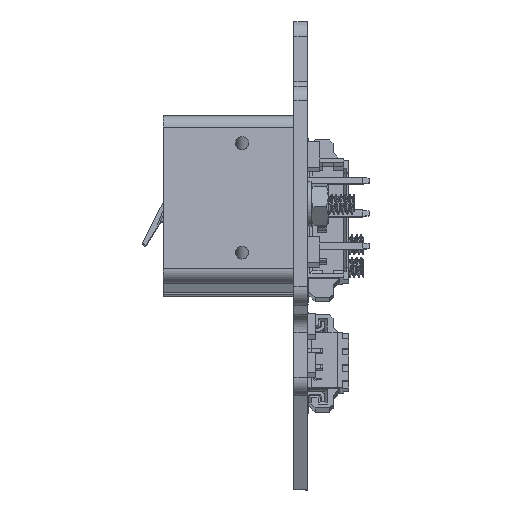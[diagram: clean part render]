
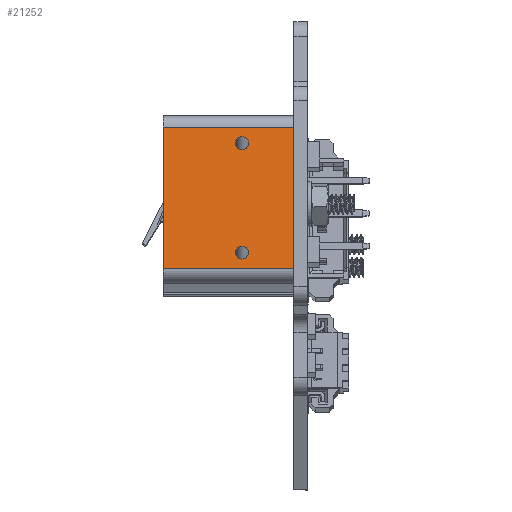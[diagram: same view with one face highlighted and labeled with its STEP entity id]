
A CAD part, left-side view. The second image highlights one B-rep face of the part: STEP entity #21252.
In plain terms, the highlighted face is planar.
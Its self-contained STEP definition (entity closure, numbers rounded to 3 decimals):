
#536=FACE_BOUND('',#2433,.T.);
#537=FACE_BOUND('',#2434,.T.);
#649=CIRCLE('',#22751,0.5);
#650=CIRCLE('',#22752,0.5);
#652=CIRCLE('',#22755,0.5);
#653=CIRCLE('',#22756,0.5);
#1245=FACE_OUTER_BOUND('',#2432,.T.);
#2432=EDGE_LOOP('',(#14577,#14578,#14579,#14580));
#2433=EDGE_LOOP('',(#14581,#14582));
#2434=EDGE_LOOP('',(#14583,#14584));
#3740=LINE('',#30515,#6367);
#3741=LINE('',#30522,#6368);
#3742=LINE('',#30525,#6369);
#3743=LINE('',#30526,#6370);
#6367=VECTOR('',#24781,10.);
#6368=VECTOR('',#24790,10.);
#6369=VECTOR('',#24793,10.);
#6370=VECTOR('',#24794,10.);
#8944=VERTEX_POINT('',#30425);
#8945=VERTEX_POINT('',#30426);
#8947=VERTEX_POINT('',#30433);
#8948=VERTEX_POINT('',#30434);
#8975=VERTEX_POINT('',#30512);
#8976=VERTEX_POINT('',#30514);
#8978=VERTEX_POINT('',#30520);
#8979=VERTEX_POINT('',#30524);
#11086=EDGE_CURVE('',#8944,#8945,#649,.T.);
#11087=EDGE_CURVE('',#8945,#8944,#650,.T.);
#11090=EDGE_CURVE('',#8947,#8948,#652,.T.);
#11091=EDGE_CURVE('',#8948,#8947,#653,.T.);
#11129=EDGE_CURVE('',#8976,#8975,#3740,.T.);
#11133=EDGE_CURVE('',#8976,#8978,#3741,.T.);
#11134=EDGE_CURVE('',#8979,#8975,#3742,.T.);
#11135=EDGE_CURVE('',#8978,#8979,#3743,.T.);
#14577=ORIENTED_EDGE('',*,*,#11133,.F.);
#14578=ORIENTED_EDGE('',*,*,#11129,.T.);
#14579=ORIENTED_EDGE('',*,*,#11134,.F.);
#14580=ORIENTED_EDGE('',*,*,#11135,.F.);
#14581=ORIENTED_EDGE('',*,*,#11086,.T.);
#14582=ORIENTED_EDGE('',*,*,#11087,.T.);
#14583=ORIENTED_EDGE('',*,*,#11090,.T.);
#14584=ORIENTED_EDGE('',*,*,#11091,.T.);
#20277=PLANE('',#22779);
#21252=ADVANCED_FACE('',(#1245,#536,#537),#20277,.T.);
#22751=AXIS2_PLACEMENT_3D('',#30427,#24700,#24701);
#22752=AXIS2_PLACEMENT_3D('',#30428,#24702,#24703);
#22755=AXIS2_PLACEMENT_3D('',#30435,#24709,#24710);
#22756=AXIS2_PLACEMENT_3D('',#30436,#24711,#24712);
#22779=AXIS2_PLACEMENT_3D('',#30523,#24791,#24792);
#24700=DIRECTION('center_axis',(0.,0.,-1.));
#24701=DIRECTION('ref_axis',(1.,0.,0.));
#24702=DIRECTION('center_axis',(0.,0.,-1.));
#24703=DIRECTION('ref_axis',(1.,0.,0.));
#24709=DIRECTION('center_axis',(0.,0.,-1.));
#24710=DIRECTION('ref_axis',(1.,0.,0.));
#24711=DIRECTION('center_axis',(0.,0.,-1.));
#24712=DIRECTION('ref_axis',(1.,0.,0.));
#24781=DIRECTION('',(1.,0.,0.));
#24790=DIRECTION('',(0.,1.,0.));
#24791=DIRECTION('center_axis',(0.,0.,1.));
#24792=DIRECTION('ref_axis',(1.,0.,0.));
#24793=DIRECTION('',(0.,-1.,0.));
#24794=DIRECTION('',(1.,0.,0.));
#30425=CARTESIAN_POINT('',(-10.25,4.,0.));
#30426=CARTESIAN_POINT('',(-11.25,4.,0.));
#30427=CARTESIAN_POINT('Origin',(-10.75,4.,0.));
#30428=CARTESIAN_POINT('Origin',(-10.75,4.,0.));
#30433=CARTESIAN_POINT('',(-1.75,4.,0.));
#30434=CARTESIAN_POINT('',(-2.75,4.,0.));
#30435=CARTESIAN_POINT('Origin',(-2.25,4.,0.));
#30436=CARTESIAN_POINT('Origin',(-2.25,4.,0.));
#30512=CARTESIAN_POINT('',(-1.,0.,0.));
#30514=CARTESIAN_POINT('',(-12.,0.,0.));
#30515=CARTESIAN_POINT('',(-13.,0.,0.));
#30520=CARTESIAN_POINT('',(-12.,10.06,0.));
#30522=CARTESIAN_POINT('',(-12.,0.,0.));
#30523=CARTESIAN_POINT('Origin',(-13.,0.,0.));
#30524=CARTESIAN_POINT('',(-1.,10.06,0.));
#30525=CARTESIAN_POINT('',(-1.,0.,0.));
#30526=CARTESIAN_POINT('',(-13.,10.06,0.));
